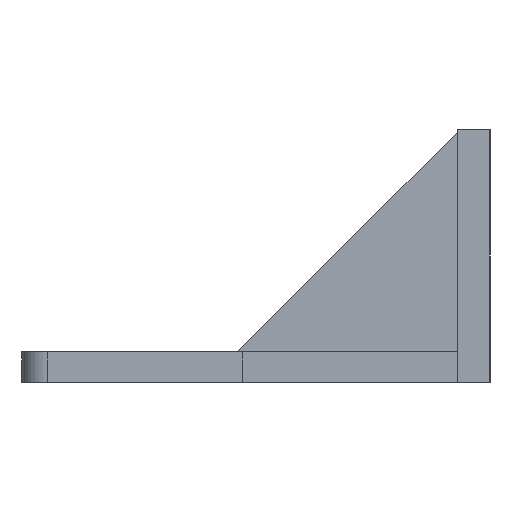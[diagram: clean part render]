
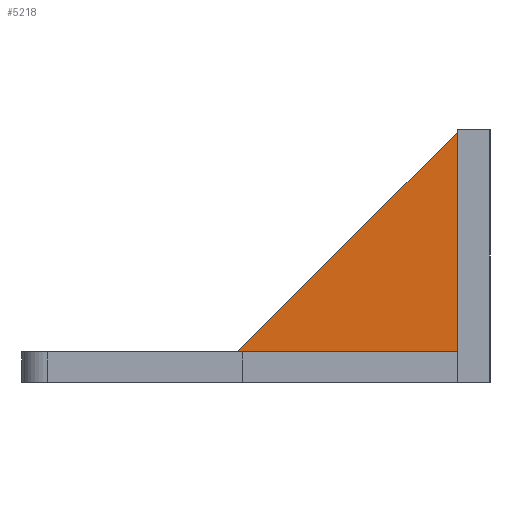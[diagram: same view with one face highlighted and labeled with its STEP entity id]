
A CAD part, left-side view. The second image highlights one B-rep face of the part: STEP entity #5218.
In plain terms, the highlighted planar face has unit normal (-1, 0, 0).
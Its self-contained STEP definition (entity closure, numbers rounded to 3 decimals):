
#5111=CARTESIAN_POINT('',(-342.1,122.5,4.5));
#5112=VERTEX_POINT('',#5111);
#5127=CARTESIAN_POINT('',(-342.1,122.5,47.885));
#5128=VERTEX_POINT('',#5127);
#5135=CARTESIAN_POINT('',(-342.1,122.5,4.5));
#5136=DIRECTION('',(0.,0.,1.));
#5137=VECTOR('',#5136,43.385);
#5138=LINE('',#5135,#5137);
#5139=EDGE_CURVE('',#5112,#5128,#5138,.T.);
#5149=CARTESIAN_POINT('',(-342.1,165.885,4.5));
#5150=VERTEX_POINT('',#5149);
#5151=CARTESIAN_POINT('',(-342.1,122.5,47.885));
#5152=DIRECTION('',(0.,0.707,-0.707));
#5153=VECTOR('',#5152,61.355);
#5154=LINE('',#5151,#5153);
#5155=EDGE_CURVE('',#5128,#5150,#5154,.T.);
#5187=CARTESIAN_POINT('',(-342.1,165.885,4.5));
#5188=DIRECTION('',(0.,-1.,0.));
#5189=VECTOR('',#5188,43.385);
#5190=LINE('',#5187,#5189);
#5191=EDGE_CURVE('',#5150,#5112,#5190,.T.);
#5208=CARTESIAN_POINT('',(-342.1,99.5,0.));
#5209=DIRECTION('',(-1.,0.,0.));
#5210=DIRECTION('',(0.,-1.,0.));
#5211=AXIS2_PLACEMENT_3D('',#5208,#5209,#5210);
#5212=PLANE('',#5211);
#5213=ORIENTED_EDGE('',*,*,#5191,.T.);
#5214=ORIENTED_EDGE('',*,*,#5139,.T.);
#5215=ORIENTED_EDGE('',*,*,#5155,.T.);
#5216=EDGE_LOOP('',(#5213,#5214,#5215));
#5217=FACE_BOUND('',#5216,.T.);
#5218=ADVANCED_FACE('',(#5217),#5212,.T.);
